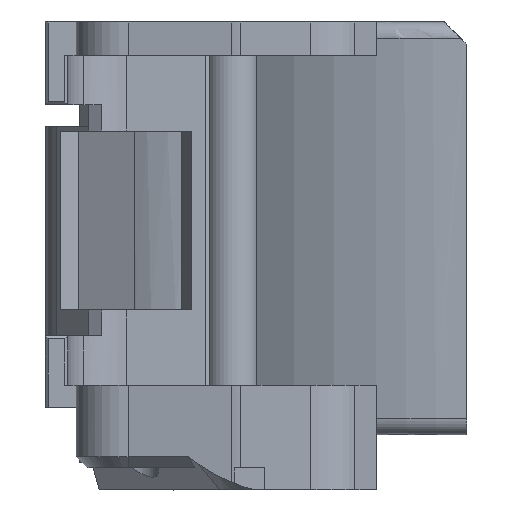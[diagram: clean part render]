
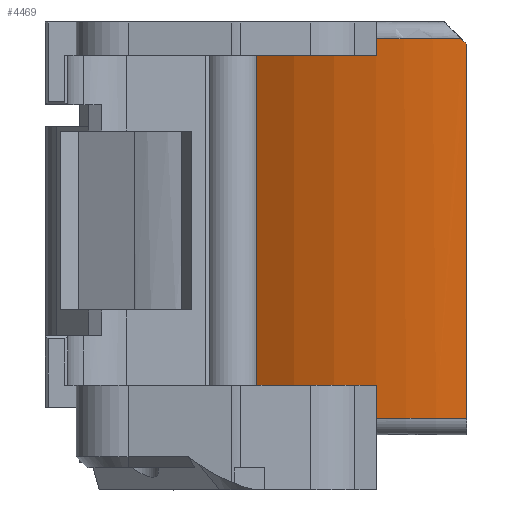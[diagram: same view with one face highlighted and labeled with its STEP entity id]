
A CAD part, left-side view. The second image highlights one B-rep face of the part: STEP entity #4469.
In plain terms, the highlighted cylindrical face has radius 64.5 mm (diameter 129 mm), a partial arc.
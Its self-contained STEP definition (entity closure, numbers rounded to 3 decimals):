
#51=CYLINDRICAL_SURFACE('',#4735,64.5);
#110=LINE('',#6470,#613);
#111=LINE('',#6474,#614);
#112=LINE('',#6478,#615);
#113=LINE('',#6481,#616);
#613=VECTOR('',#5146,10.);
#614=VECTOR('',#5149,10.);
#615=VECTOR('',#5152,10.);
#616=VECTOR('',#5155,10.);
#1113=ELLIPSE('',#4734,91.217,64.5);
#1291=FACE_OUTER_BOUND('',#1531,.T.);
#1531=EDGE_LOOP('',(#3096,#3097,#3098,#3099,#3100,#3101,#3102,#3103,#3104));
#1782=CIRCLE('',#4732,64.5);
#1783=CIRCLE('',#4736,64.5);
#1784=CIRCLE('',#4737,64.5);
#1785=CIRCLE('',#4738,64.5);
#1947=VERTEX_POINT('',#6434);
#1950=VERTEX_POINT('',#6448);
#1951=VERTEX_POINT('',#6461);
#1954=VERTEX_POINT('',#6469);
#1955=VERTEX_POINT('',#6471);
#1956=VERTEX_POINT('',#6473);
#1957=VERTEX_POINT('',#6475);
#1958=VERTEX_POINT('',#6477);
#1959=VERTEX_POINT('',#6479);
#2402=EDGE_CURVE('',#1950,#1947,#1782,.T.);
#2403=EDGE_CURVE('',#1947,#1951,#1113,.T.);
#2407=EDGE_CURVE('',#1950,#1954,#110,.T.);
#2408=EDGE_CURVE('',#1955,#1954,#1783,.T.);
#2409=EDGE_CURVE('',#1955,#1956,#111,.T.);
#2410=EDGE_CURVE('',#1956,#1957,#1784,.T.);
#2411=EDGE_CURVE('',#1957,#1958,#112,.T.);
#2412=EDGE_CURVE('',#1959,#1958,#1785,.T.);
#2413=EDGE_CURVE('',#1959,#1951,#113,.T.);
#3096=ORIENTED_EDGE('',*,*,#2402,.F.);
#3097=ORIENTED_EDGE('',*,*,#2407,.T.);
#3098=ORIENTED_EDGE('',*,*,#2408,.F.);
#3099=ORIENTED_EDGE('',*,*,#2409,.T.);
#3100=ORIENTED_EDGE('',*,*,#2410,.T.);
#3101=ORIENTED_EDGE('',*,*,#2411,.T.);
#3102=ORIENTED_EDGE('',*,*,#2412,.F.);
#3103=ORIENTED_EDGE('',*,*,#2413,.T.);
#3104=ORIENTED_EDGE('',*,*,#2403,.F.);
#4469=ADVANCED_FACE('',(#1291),#51,.T.);
#4732=AXIS2_PLACEMENT_3D('',#6459,#5135,#5136);
#4734=AXIS2_PLACEMENT_3D('',#6462,#5139,#5140);
#4735=AXIS2_PLACEMENT_3D('',#6468,#5144,#5145);
#4736=AXIS2_PLACEMENT_3D('',#6472,#5147,#5148);
#4737=AXIS2_PLACEMENT_3D('',#6476,#5150,#5151);
#4738=AXIS2_PLACEMENT_3D('',#6480,#5153,#5154);
#5135=DIRECTION('center_axis',(0.,0.,1.));
#5136=DIRECTION('ref_axis',(-0.987,0.159,0.));
#5139=DIRECTION('center_axis',(0.,-0.707,0.707));
#5140=DIRECTION('ref_axis',(0.,0.707,0.707));
#5144=DIRECTION('center_axis',(0.,0.,1.));
#5145=DIRECTION('ref_axis',(1.,0.,0.));
#5146=DIRECTION('',(0.,0.,-1.));
#5147=DIRECTION('center_axis',(0.,0.,1.));
#5148=DIRECTION('ref_axis',(0.941,-0.338,0.));
#5149=DIRECTION('',(0.,0.,-1.));
#5150=DIRECTION('center_axis',(0.,0.,
1.));
#5151=DIRECTION('ref_axis',(-1.,0.,0.));
#5152=DIRECTION('',(0.,0.,-1.));
#5153=DIRECTION('center_axis',(0.,0.,
-1.));
#5154=DIRECTION('ref_axis',(-0.992,0.128,0.));
#5155=DIRECTION('',(0.,0.,1.));
#6434=CARTESIAN_POINT('',(-64.492,1.,59.1));
#6448=CARTESIAN_POINT('',(-62.382,16.395,59.1));
#6459=CARTESIAN_POINT('Origin',(0.,0.,59.1));
#6461=CARTESIAN_POINT('',(-64.5,0.,58.1));
#6462=CARTESIAN_POINT('Origin',(0.,0.,58.1));
#6468=CARTESIAN_POINT('Origin',(0.,0.,0.));
#6469=CARTESIAN_POINT('',(-62.382,16.395,56.1));
#6470=CARTESIAN_POINT('',(-62.382,16.395,0.));
#6471=CARTESIAN_POINT('',(-51.951,38.228,56.1));
#6472=CARTESIAN_POINT('Origin',(0.,0.,56.1));
#6473=CARTESIAN_POINT('',(-51.951,38.228,-3.9));
#6474=CARTESIAN_POINT('',(-51.951,38.228,56.1));
#6475=CARTESIAN_POINT('',(-62.382,16.395,-3.9));
#6476=CARTESIAN_POINT('Origin',(0.,0.,-3.9));
#6477=CARTESIAN_POINT('',(-62.382,16.395,-9.9));
#6478=CARTESIAN_POINT('',(-62.382,16.395,-3.9));
#6479=CARTESIAN_POINT('',(-64.5,0.,-9.9));
#6480=CARTESIAN_POINT('Origin',(0.,0.,-9.9));
#6481=CARTESIAN_POINT('',(-64.5,0.,0.));
